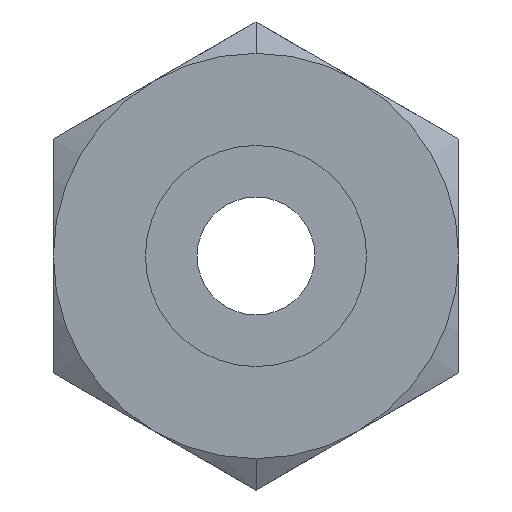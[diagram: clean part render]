
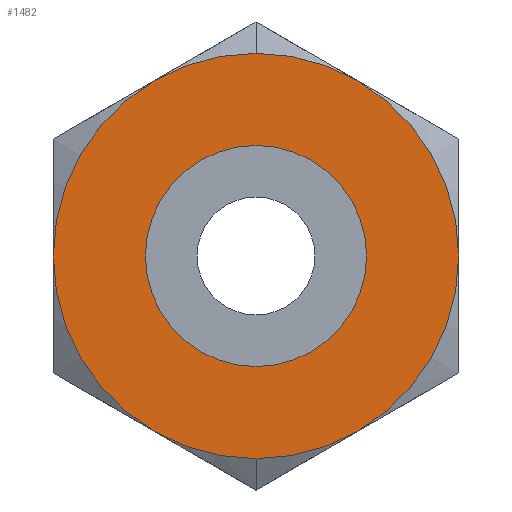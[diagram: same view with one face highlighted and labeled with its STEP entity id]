
A CAD part, left-side view. The second image highlights one B-rep face of the part: STEP entity #1482.
In plain terms, the highlighted planar face has unit normal (-1, 0, 0).
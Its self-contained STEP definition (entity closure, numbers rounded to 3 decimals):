
#311 = EDGE_CURVE ( 'NONE', #8733, #3144, #4044, .T. ) ;
#528 = DIRECTION ( 'NONE',  ( 0., 0., -1. ) ) ;
#1060 = FACE_BOUND ( 'NONE', #4127, .T. ) ;
#1466 = CARTESIAN_POINT ( 'NONE',  ( 0., 0., 11. ) ) ;
#1482 = ADVANCED_FACE ( 'NONE', ( #1060, #6557 ), #9697, .T. ) ;
#1640 = EDGE_LOOP ( 'NONE', ( #8103, #2074 ) ) ;
#1717 = AXIS2_PLACEMENT_3D ( 'NONE', #10080, #3152, #6322 ) ;
#1906 = EDGE_CURVE ( 'NONE', #6476, #3806, #5163, .T. ) ;
#1961 = DIRECTION ( 'NONE',  ( 1., 0., 0. ) ) ;
#2074 = ORIENTED_EDGE ( 'NONE', *, *, #8737, .F. ) ;
#2736 = DIRECTION ( 'NONE',  ( 0., 0., 1. ) ) ;
#3144 = VERTEX_POINT ( 'NONE', #9176 ) ;
#3152 = DIRECTION ( 'NONE',  ( 1., 0., 0. ) ) ;
#3625 = AXIS2_PLACEMENT_3D ( 'NONE', #7218, #4169, #9643 ) ;
#3806 = VERTEX_POINT ( 'NONE', #9482 ) ;
#3838 = AXIS2_PLACEMENT_3D ( 'NONE', #6449, #9594, #5670 ) ;
#4044 = CIRCLE ( 'NONE', #1717, 6. ) ;
#4127 = EDGE_LOOP ( 'NONE', ( #6770, #7554 ) ) ;
#4169 = DIRECTION ( 'NONE',  ( -1., 0., 0. ) ) ;
#4456 = CARTESIAN_POINT ( 'NONE',  ( 0., 0., 0. ) ) ;
#4476 = CARTESIAN_POINT ( 'NONE',  ( 0., 0., -6. ) ) ;
#4587 = CIRCLE ( 'NONE', #6895, 6. ) ;
#5163 = CIRCLE ( 'NONE', #3838, 11. ) ;
#5490 = DIRECTION ( 'NONE',  ( 1., 0., 0. ) ) ;
#5670 = DIRECTION ( 'NONE',  ( 0., 0., 1. ) ) ;
#6122 = EDGE_CURVE ( 'NONE', #3144, #8733, #4587, .T. ) ;
#6322 = DIRECTION ( 'NONE',  ( 0., 0., -1. ) ) ;
#6449 = CARTESIAN_POINT ( 'NONE',  ( 0., 0., 0. ) ) ;
#6476 = VERTEX_POINT ( 'NONE', #1466 ) ;
#6557 = FACE_OUTER_BOUND ( 'NONE', #1640, .T. ) ;
#6770 = ORIENTED_EDGE ( 'NONE', *, *, #311, .T. ) ;
#6895 = AXIS2_PLACEMENT_3D ( 'NONE', #4456, #1961, #2736 ) ;
#7218 = CARTESIAN_POINT ( 'NONE',  ( 0., 0., 5.5 ) ) ;
#7554 = ORIENTED_EDGE ( 'NONE', *, *, #6122, .T. ) ;
#7927 = CARTESIAN_POINT ( 'NONE',  ( 0., 0., 0. ) ) ;
#8103 = ORIENTED_EDGE ( 'NONE', *, *, #1906, .F. ) ;
#8485 = AXIS2_PLACEMENT_3D ( 'NONE', #7927, #5490, #528 ) ;
#8733 = VERTEX_POINT ( 'NONE', #4476 ) ;
#8737 = EDGE_CURVE ( 'NONE', #3806, #6476, #9963, .T. ) ;
#9176 = CARTESIAN_POINT ( 'NONE',  ( 0., 0., 6. ) ) ;
#9482 = CARTESIAN_POINT ( 'NONE',  ( 0., 0., -11. ) ) ;
#9594 = DIRECTION ( 'NONE',  ( 1., 0., 0. ) ) ;
#9643 = DIRECTION ( 'NONE',  ( 0., 0., 1. ) ) ;
#9697 = PLANE ( 'NONE',  #3625 ) ;
#9963 = CIRCLE ( 'NONE', #8485, 11. ) ;
#10080 = CARTESIAN_POINT ( 'NONE',  ( 0., 0., 0. ) ) ;
